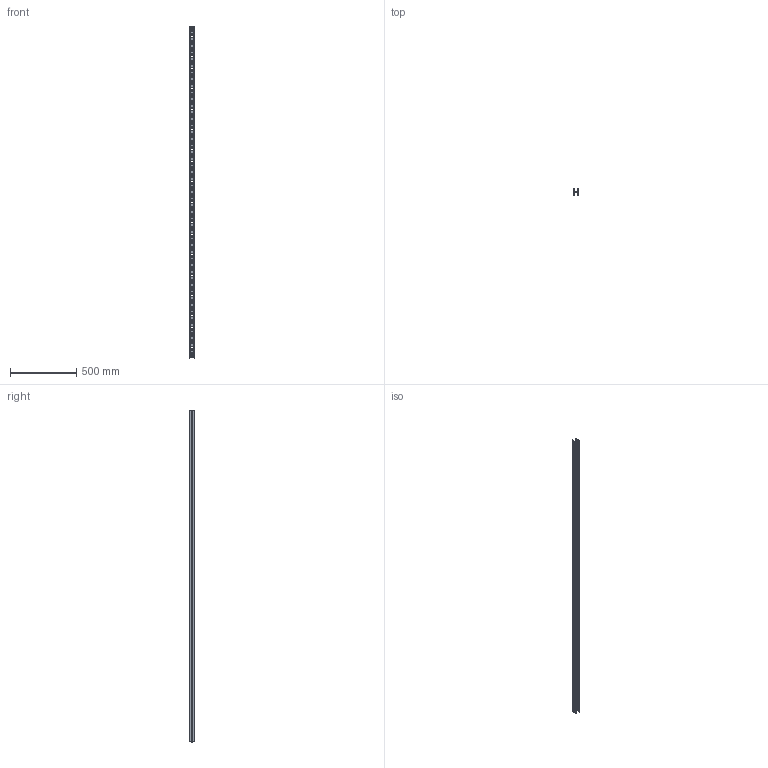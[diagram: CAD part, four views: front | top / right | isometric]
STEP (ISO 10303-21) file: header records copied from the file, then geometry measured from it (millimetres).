
FILE_DESCRIPTION (( 'STEP AP203' ), '1' );
FILE_NAME ('Äâîéíîé STRUT-ïðîôèëü_h21-L2500.step', '2022-01-25T11:46:42', ( '' ), ( '' ), 'SwSTEP 2.0', 'SolidWorks 2017', '' );
FILE_SCHEMA (( 'CONFIG_CONTROL_DESIGN' ));
Length unit declared in the file: millimetre
Products named in the file (2): Äâîéíîé STRUT-ïðîôèëü_h21-L2500; STRUT-镳铘桦黖h21-2500
Assembly tree (2 placements, depth 2):
  Äâîéíîé STRUT-ïðîôèëü_h21-L2500
    STRUT-镳铘桦黖h21-2500  x2
Bounding box: 41 x 42 x 2500 mm (x, y, z)
Volume: 717133.8 mm3; surface area: 997914.8 mm2
Topology: 2 solids, 2 shells, 3648 faces, 10932 edges, 7288 vertices
Faces by surface type: plane 3436, cylinder 212
Entity records: 60790 total; most frequent: CARTESIAN_POINT 10939, ORIENTED_EDGE 10932, DIRECTION 9336, EDGE_CURVE 5466, VECTOR 5254, LINE 5254, VERTEX_POINT 3644, AXIS2_PLACEMENT_3D 2041
